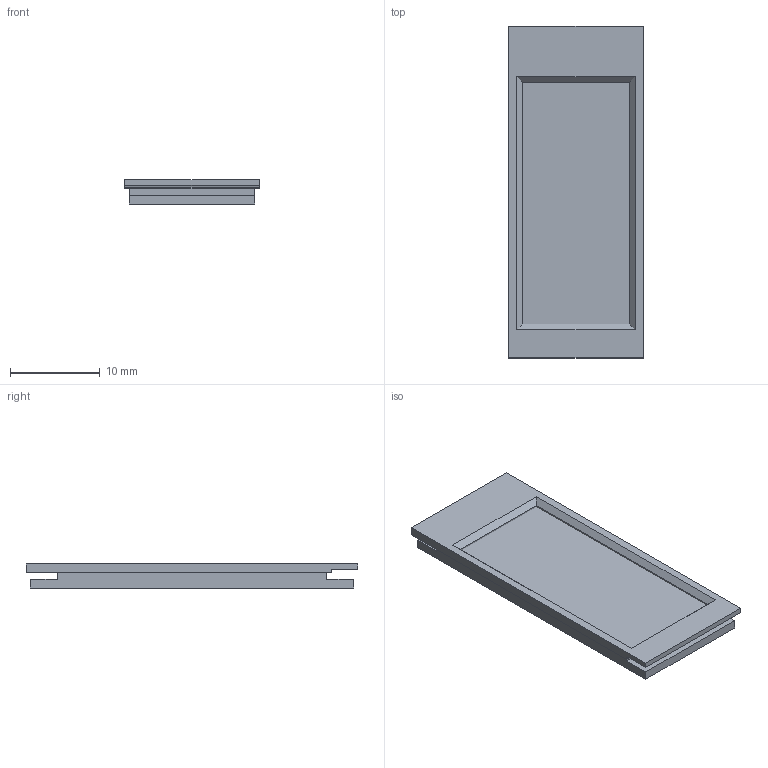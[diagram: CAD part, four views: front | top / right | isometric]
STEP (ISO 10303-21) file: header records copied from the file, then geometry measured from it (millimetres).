
FILE_DESCRIPTION(('FreeCAD Model'),'2;1');
FILE_NAME('Open CASCADE Shape Model','2025-02-05T20:46:58',(''),(''), 'Open CASCADE STEP processor 7.8','FreeCAD','Unknown');
FILE_SCHEMA(('AUTOMOTIVE_DESIGN { 1 0 10303 214 1 1 1 1 }'));
Length unit declared in the file: millimetre
Products named in the file (3): oled_niceview; Socket; Part
Assembly tree (2 placements, depth 2):
  oled_niceview
    Socket
    Part
Bounding box: 15 x 37 x 2.7 mm (x, y, z)
Volume: 1074.7 mm3; surface area: 1808.1 mm2
Topology: 2 solids, 2 shells, 32 faces, 80 edges, 52 vertices
Faces by surface type: plane 26, cylinder 6
Full cylindrical faces by diameter (mm): 1.25 x5
Entity records: 1034 total; most frequent: CARTESIAN_POINT 167, DIRECTION 162, ORIENTED_EDGE 160, EDGE_CURVE 80, LINE 68, VECTOR 68, VERTEX_POINT 52, AXIS2_PLACEMENT_3D 47
